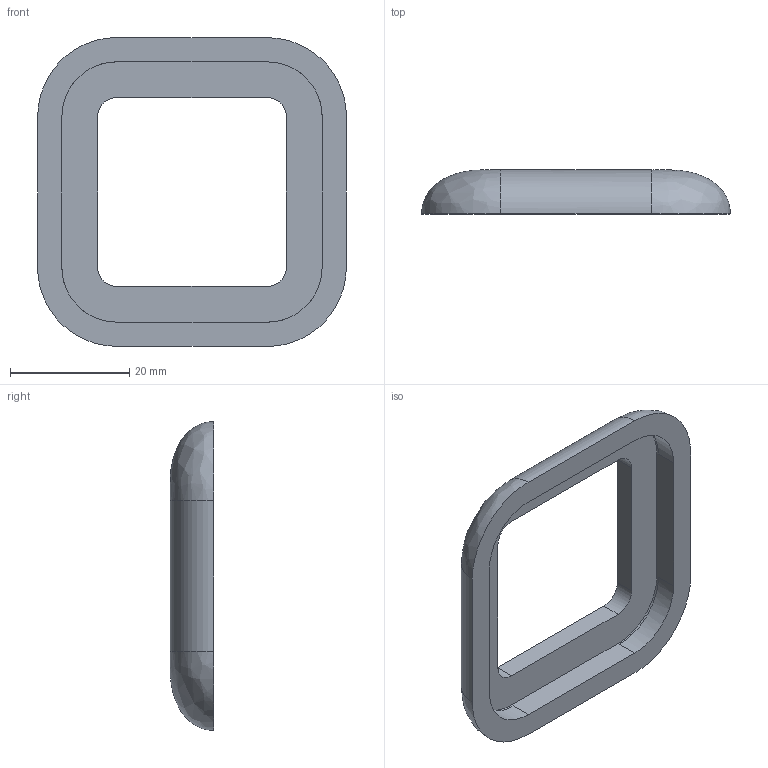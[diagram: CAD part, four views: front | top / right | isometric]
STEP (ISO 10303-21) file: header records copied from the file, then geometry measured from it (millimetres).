
FILE_DESCRIPTION(/* description */ (''),/* implementation_level */ '2;1');
FILE_NAME(/* name */ 'Case Top.stp',/* time_stamp */ '2017-04-13T14:48:31-07:00',/* author */ ('Samuel Clay'),/* organization */ (''),/* preprocessor_version */ 'ST-DEVELOPER v16.1',/* originating_system */ 'Autodesk Inventor 2016',/* authorisation */ '');
FILE_SCHEMA (('AUTOMOTIVE_DESIGN { 1 0 10303 214 3 1 1 }'));
Length unit declared in the file: inch
Products named in the file (1): Case Top
Bounding box: 51.88 x 7.37 x 51.88 mm (x, y, z)
Volume: 5449.2 mm3; surface area: 4808.3 mm2
Topology: 1 solids, 1 shells, 30 faces, 76 edges, 48 vertices
Faces by surface type: bspline 16, plane 10, cylinder 4
Entity records: 1925 total; most frequent: CARTESIAN_POINT 1283, ORIENTED_EDGE 152, EDGE_CURVE 76, DIRECTION 70, VERTEX_POINT 48, B_SPLINE_CURVE_WITH_KNOTS 36, LINE 32, VECTOR 32
